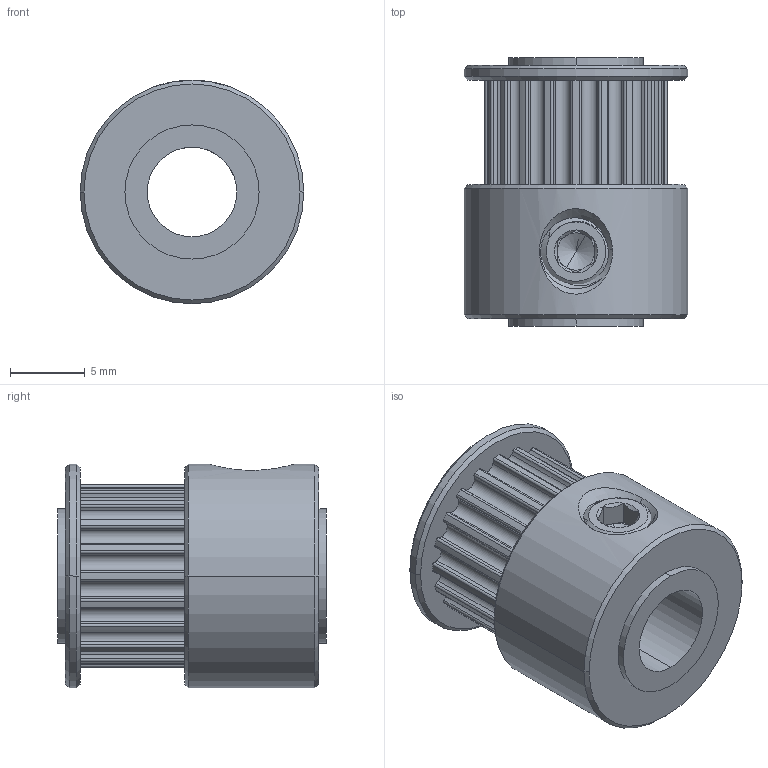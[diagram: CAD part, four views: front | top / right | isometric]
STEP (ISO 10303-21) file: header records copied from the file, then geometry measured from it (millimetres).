
FILE_DESCRIPTION (( 'STEP AP203' ), '1' );
FILE_NAME ('3422-0006-0020 assembly.STEP', '2022-02-03T16:49:26', ( '' ), ( '' ), 'SwSTEP 2.0', 'SolidWorks 2016', '' );
FILE_SCHEMA (( 'CONFIG_CONTROL_DESIGN' ));
Length unit declared in the file: millimetre
Products named in the file (5): 3422 series barrel; 3422-0006-0020 assembly; 3422 series flange; 2806-0005-0004_91390A117; 3422-0006-0020 core
Assembly tree (4 placements, depth 2):
  3422-0006-0020 assembly
    3422-0006-0020 core
    3422 series barrel
    3422 series flange
    2806-0005-0004_91390A117
Bounding box: 15 x 18 x 15 mm (x, y, z)
Volume: 2008.5 mm3; surface area: 2521.5 mm2
Topology: 4 solids, 4 shells, 237 faces, 658 edges, 427 vertices
Faces by surface type: cylinder 174, cone 26, plane 21, bspline 16
Entity records: 20176 total; most frequent: CARTESIAN_POINT 13757, ORIENTED_EDGE 1308, DIRECTION 1254, EDGE_CURVE 654, AXIS2_PLACEMENT_3D 527, VERTEX_POINT 427, CIRCLE 299, EDGE_LOOP 251
